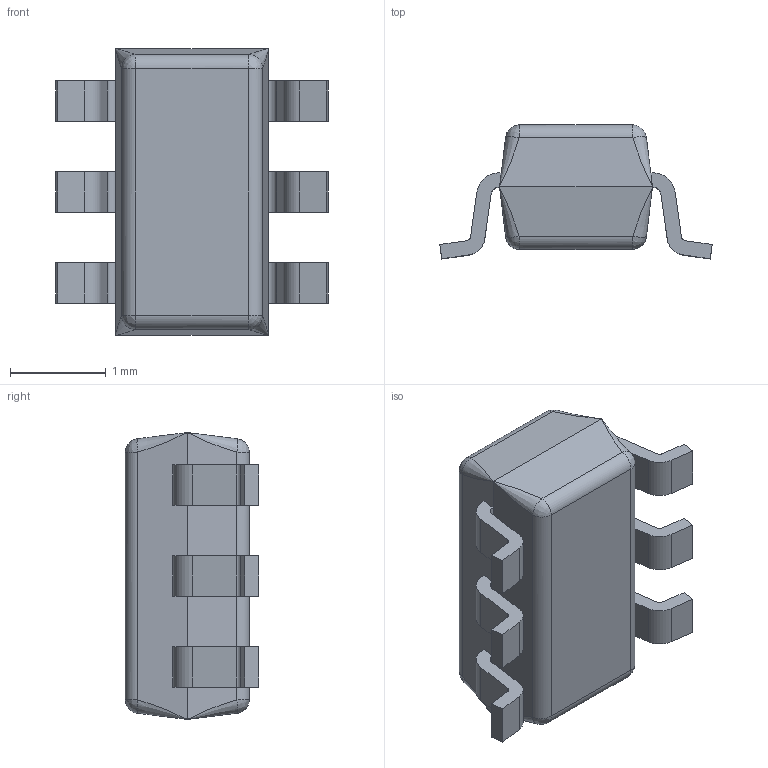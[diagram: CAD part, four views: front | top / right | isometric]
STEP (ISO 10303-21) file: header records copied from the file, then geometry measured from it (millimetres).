
FILE_DESCRIPTION (( 'STEP AP214' ), '1' );
FILE_NAME ('AP9101CAK6-ABTRG1.STEP', '2023-02-07T14:24:09', ( '' ), ( '' ), 'SwSTEP 2.0', 'SolidWorks 2021', '' );
FILE_SCHEMA (( 'AUTOMOTIVE_DESIGN' ));
Length unit declared in the file: millimetre
Products named in the file (1): AP9101CAK6-ABTRG1
Bounding box: 2.85 x 1.4 x 3 mm (x, y, z)
Volume: 6.1 mm3; surface area: 27.6 mm2
Topology: 8 solids, 8 shells, 113 faces, 268 edges, 156 vertices
Faces by surface type: plane 61, cylinder 36, bspline 16
Entity records: 4395 total; most frequent: CARTESIAN_POINT 1890, ORIENTED_EDGE 504, DIRECTION 464, EDGE_CURVE 252, VERTEX_POINT 156, VECTOR 156, LINE 156, AXIS2_PLACEMENT_3D 154
